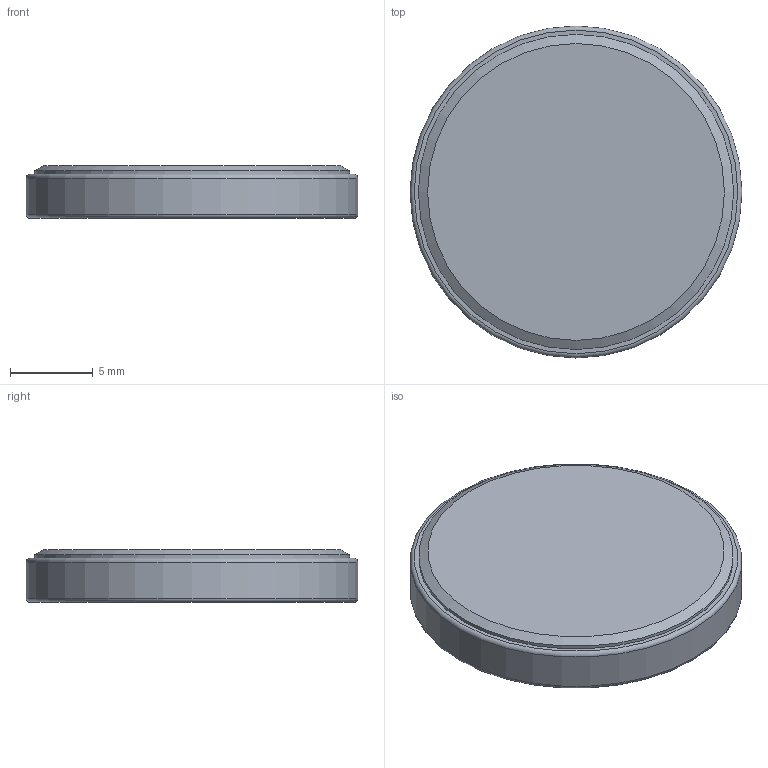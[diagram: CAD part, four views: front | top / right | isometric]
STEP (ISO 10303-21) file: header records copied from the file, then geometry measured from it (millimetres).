
FILE_DESCRIPTION((''),'2;1');
FILE_NAME('Battery CR2032.stp','2012-01-17T10:11:27',('Mike'),(''),'Autodesk Inventor 2012','Autodesk Inventor 2012','');
FILE_SCHEMA(('AUTOMOTIVE_DESIGN { 1 0 10303 214 1 1 1 1 }'));
Length unit declared in the file: inch
Products named in the file (1): Battery CR2032
Bounding box: 20.02 x 20.02 x 3.17 mm (x, y, z)
Volume: 975.1 mm3; surface area: 804.7 mm2
Topology: 1 solids, 1 shells, 21 faces, 48 edges, 31 vertices
Faces by surface type: plane 16, cylinder 2, torus 2, cone 1
Full cylindrical faces by diameter (mm): 18.999 x1, 20.015 x1
Entity records: 611 total; most frequent: CARTESIAN_POINT 96, DIRECTION 94, ORIENTED_EDGE 86, EDGE_CURVE 43, VECTOR 36, LINE 36, VERTEX_POINT 31, AXIS2_PLACEMENT_3D 29
